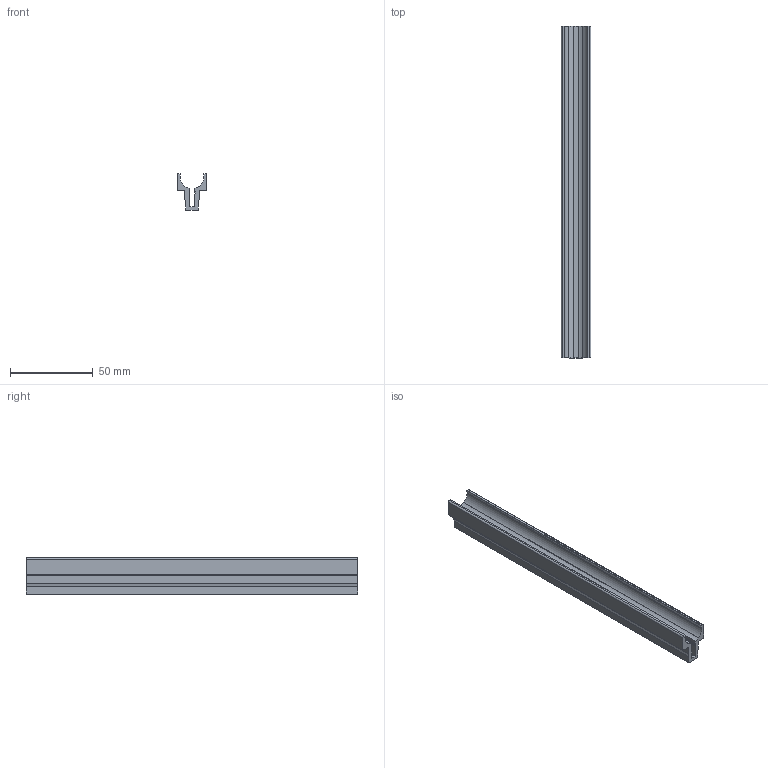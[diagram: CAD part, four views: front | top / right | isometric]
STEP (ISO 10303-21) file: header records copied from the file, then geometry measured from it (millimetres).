
FILE_DESCRIPTION (( 'STEP AP203' ), '1' );
FILE_NAME ('282899200_c_1.STEP', '2023-07-24T16:36:23', ( '' ), ( '' ), 'SwSTEP 2.0', 'SolidWorks 2014', '' );
FILE_SCHEMA (( 'CONFIG_CONTROL_DESIGN' ));
Length unit declared in the file: millimetre
Products named in the file (1): 282899200_c_1
Bounding box: 18 x 200 x 22 mm (x, y, z)
Volume: 27511.7 mm3; surface area: 23049.5 mm2
Topology: 1 solids, 1 shells, 57 faces, 165 edges, 110 vertices
Faces by surface type: cylinder 30, plane 27
Entity records: 1976 total; most frequent: DIRECTION 341, CARTESIAN_POINT 333, ORIENTED_EDGE 330, EDGE_CURVE 165, AXIS2_PLACEMENT_3D 118, VERTEX_POINT 110, LINE 105, VECTOR 105
